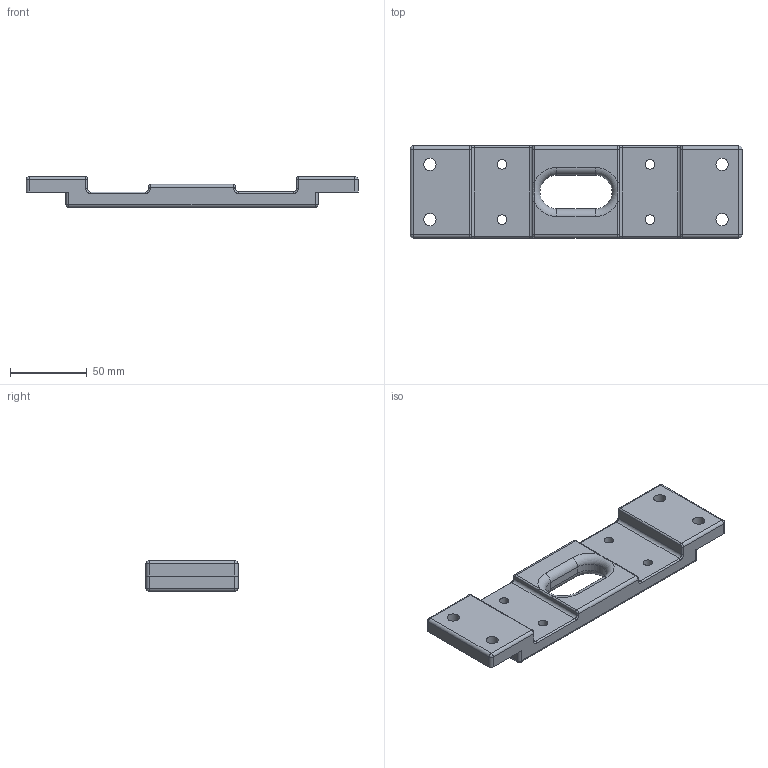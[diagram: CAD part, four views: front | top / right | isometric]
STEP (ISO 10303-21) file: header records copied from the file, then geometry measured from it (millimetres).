
FILE_DESCRIPTION(/* description */ (''),/* implementation_level */ '2;1');
FILE_NAME(/* name */ '4040_FlatActBrackets1.step',/* time_stamp */ '2026-02-01T10:48:46-06:00',/* author */ (''),/* organization */ (''),/* preprocessor_version */ 'ST-DEVELOPER v20.1',/* originating_system */ 'Autodesk Translation Framework v14.24.0.0',/* authorisation */ '');
FILE_SCHEMA (('AUTOMOTIVE_DESIGN { 1 0 10303 214 3 1 1 }'));
Length unit declared in the file: millimetre
Products named in the file (2): 4040_FlatActBrackets; Component4
Assembly tree (1 placements, depth 2):
  4040_FlatActBrackets
    Component4
Bounding box: 216.5 x 60 x 20 mm (x, y, z)
Volume: 144434.9 mm3; surface area: 35019.3 mm2
Topology: 1 solids, 1 shells, 107 faces, 250 edges, 144 vertices
Faces by surface type: cylinder 56, plane 21, torus 12, bspline 10, sphere 8
Full cylindrical faces by diameter (mm): 6.25 x4, 8 x4
Entity records: 3231 total; most frequent: CARTESIAN_POINT 658, DIRECTION 580, ORIENTED_EDGE 500, EDGE_CURVE 250, AXIS2_PLACEMENT_3D 234, VERTEX_POINT 144, CIRCLE 134, EDGE_LOOP 124
